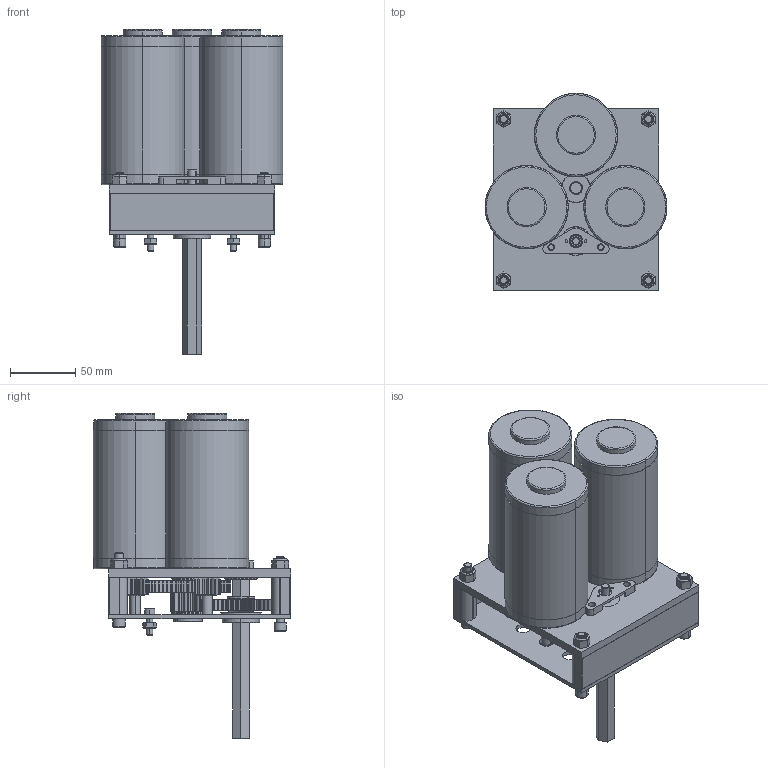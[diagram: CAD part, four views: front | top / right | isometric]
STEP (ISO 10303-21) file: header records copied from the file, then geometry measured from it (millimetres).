
FILE_DESCRIPTION (( 'STEP AP214' ), '1' );
FILE_NAME ('am-2760 3CIM4U r2.STEP', '2014-01-23T15:44:33', ( '' ), ( '' ), 'SwSTEP 2.0', 'SolidWorks 2010', '' );
FILE_SCHEMA (( 'AUTOMOTIVE_DESIGN' ));
Length unit declared in the file: inch
Products named in the file (21): Toughbox 50T Output; 500 E-klip; 19T 20dp 375h_Inch - Spur gear 20DP 19T 14.5PA .575FW ---S19N.5H1L0.375N; Toughbox 50T Large Cluster; TB Hex Shaft; FR6ZZ Bearing; CIM Motor SW; 3CIM TB Special Motor Plate; Toughbox d29a; ex-2508 Spacer; 3CIM TB Special Shaft Plate; FR8ZZ Hex Bearing; 10-32x0625_shcs_HX-SHCS 0.19-32x1.375x1-C; TB Output Shaft Hex L-Base 2; 10-32 Nylock Jam Nut_90633A411; SHCS 14-20 x 2; 14-20 Nylock Nut_97135A210; 5-16 washer; 14T CIM Gear; 8mm_spring_clip am-0033; am-2760 3CIM4U r2
Assembly tree (42 placements, depth 2):
  am-2760 3CIM4U r2
    TB Hex Shaft
    SHCS 14-20 x 2  x4
    14T CIM Gear  x3
    8mm_spring_clip am-0033  x3
    19T 20dp 375h_Inch - Spur gear 20DP 19T 14.5PA .575FW ---S19N.5H1L0.375N
    ex-2508 Spacer  x2
    5-16 washer  x6
    14-20 Nylock Nut_97135A210  x4
    CIM Motor SW  x3
    3CIM TB Special Motor Plate
    3CIM TB Special Shaft Plate
    TB Output Shaft Hex L-Base 2
    FR6ZZ Bearing  x3
    FR8ZZ Hex Bearing
    10-32x0625_shcs_HX-SHCS 0.19-32x1.375x1-C  x2
    Toughbox 50T Output
    500 E-klip
    10-32 Nylock Jam Nut_90633A411  x2
    Toughbox 50T Large Cluster
    Toughbox d29a
Bounding box: 139.84 x 151.49 x 249.72 mm (x, y, z)
Volume: 1396700.4 mm3; surface area: 251818.4 mm2
Topology: 48 solids, 48 shells, 2026 faces, 5156 edges, 3268 vertices
Faces by surface type: cylinder 1130, plane 434, cone 396, torus 66
Entity records: 47515 total; most frequent: CARTESIAN_POINT 8537, DIRECTION 7343, ORIENTED_EDGE 6540, EDGE_CURVE 3270, AXIS2_PLACEMENT_3D 3038, VERTEX_POINT 2124, CIRCLE 1775, EDGE_LOOP 1352
